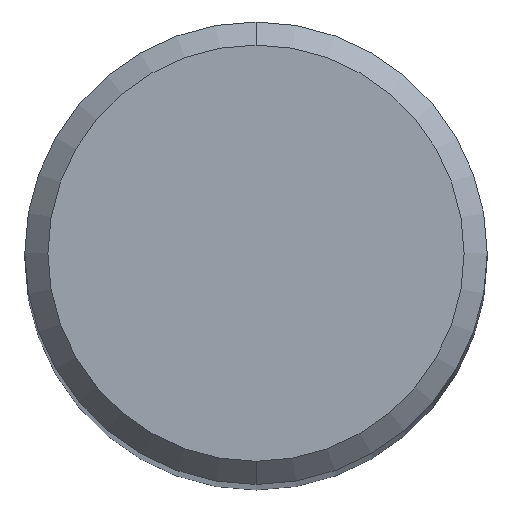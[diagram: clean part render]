
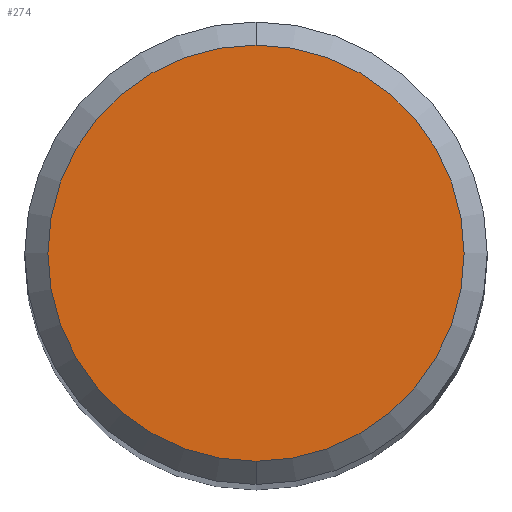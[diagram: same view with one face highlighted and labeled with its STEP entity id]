
A CAD part, top view. The second image highlights one B-rep face of the part: STEP entity #274.
In plain terms, the highlighted planar face has unit normal (0, 0, 1).
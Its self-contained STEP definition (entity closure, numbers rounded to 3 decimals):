
#182=VERTEX_POINT('',#406);
#192=VERTEX_POINT('',#417);
#230=EDGE_CURVE('',#192,#182,#457,.T.);
#274=ADVANCED_FACE('',(#509),#510,.T.);
#286=EDGE_CURVE('',#182,#192,#523,.T.);
#406=CARTESIAN_POINT('',(0.0,4.5,0.0));
#417=CARTESIAN_POINT('',(0.,-4.5,0.0));
#457=CIRCLE('',#732,4.5);
#509=FACE_OUTER_BOUND('',#792,.T.);
#510=PLANE('',#793);
#523=CIRCLE('',#814,4.5);
#732=AXIS2_PLACEMENT_3D('',#991,#992,#993);
#792=EDGE_LOOP('',(#1064,#1065));
#793=AXIS2_PLACEMENT_3D('',#1066,#1067,#1068);
#814=AXIS2_PLACEMENT_3D('',#1083,#1084,#1085);
#991=CARTESIAN_POINT('',(0.0,0.0,0.0));
#992=DIRECTION('',(0.0,0.0,-1.0));
#993=DIRECTION('',(0.0,1.0,0.0));
#1064=ORIENTED_EDGE('',*,*,#286,.F.);
#1065=ORIENTED_EDGE('',*,*,#230,.F.);
#1066=CARTESIAN_POINT('',(0.0,2.25,0.0));
#1067=DIRECTION('',(-0.0,0.0,1.0));
#1068=DIRECTION('',(0.0,-1.0,0.0));
#1083=CARTESIAN_POINT('',(0.0,0.0,0.0));
#1084=DIRECTION('',(0.0,0.0,-1.0));
#1085=DIRECTION('',(0.0,1.0,0.0));
